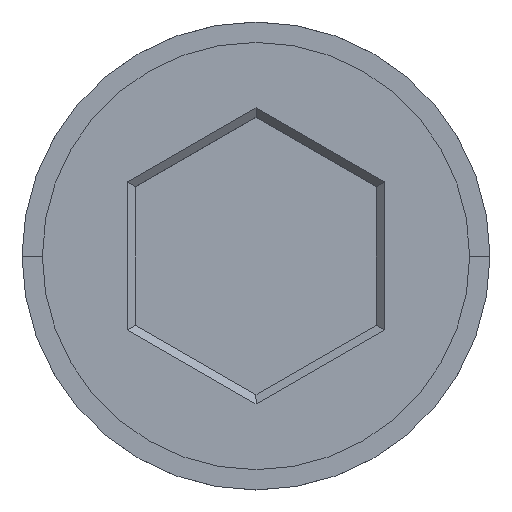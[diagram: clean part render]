
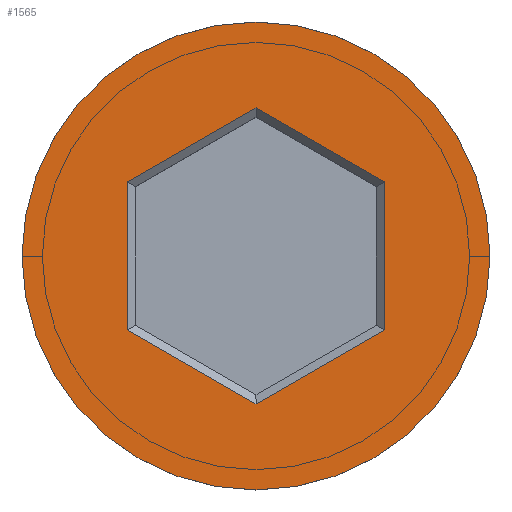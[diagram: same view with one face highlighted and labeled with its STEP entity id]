
A CAD part, top view. The second image highlights one B-rep face of the part: STEP entity #1565.
In plain terms, the highlighted planar face has unit normal (0, 0, 1).
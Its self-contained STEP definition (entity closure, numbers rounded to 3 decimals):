
#24 = VECTOR ( 'NONE', #212, 1000. ) ;
#28 = VECTOR ( 'NONE', #913, 1000. ) ;
#72 = EDGE_CURVE ( 'NONE', #1560, #515, #450, .T. ) ;
#122 = ORIENTED_EDGE ( 'NONE', *, *, #757, .T. ) ;
#128 = VERTEX_POINT ( 'NONE', #521 ) ;
#136 = AXIS2_PLACEMENT_3D ( 'NONE', #886, #1472, #1360 ) ;
#144 = DIRECTION ( 'NONE',  ( -0.866, 0.5, 0. ) ) ;
#151 = EDGE_CURVE ( 'NONE', #515, #636, #1151, .T. ) ;
#163 = VERTEX_POINT ( 'NONE', #1510 ) ;
#180 = CARTESIAN_POINT ( 'NONE',  ( 0., 0., 0. ) ) ;
#212 = DIRECTION ( 'NONE',  ( 0.866, 0.5, 0. ) ) ;
#266 = VECTOR ( 'NONE', #1496, 1000. ) ;
#269 = DIRECTION ( 'NONE',  ( 0., 0., 1. ) ) ;
#275 = DIRECTION ( 'NONE',  ( 0.866, -0.5, 0. ) ) ;
#309 = EDGE_LOOP ( 'NONE', ( #1416, #420 ) ) ;
#330 = CARTESIAN_POINT ( 'NONE',  ( 0., 0., 0. ) ) ;
#345 = VECTOR ( 'NONE', #144, 1000. ) ;
#369 = LINE ( 'NONE', #553, #345 ) ;
#377 = AXIS2_PLACEMENT_3D ( 'NONE', #180, #269, #904 ) ;
#385 = CARTESIAN_POINT ( 'NONE',  ( -3.15, 1.703, 0. ) ) ;
#397 = DIRECTION ( 'NONE',  ( 0., 1., 0. ) ) ;
#420 = ORIENTED_EDGE ( 'NONE', *, *, #1340, .T. ) ;
#429 = EDGE_CURVE ( 'NONE', #636, #128, #1170, .T. ) ;
#450 = LINE ( 'NONE', #1224, #24 ) ;
#511 = EDGE_CURVE ( 'NONE', #128, #163, #1140, .T. ) ;
#515 = VERTEX_POINT ( 'NONE', #779 ) ;
#521 = CARTESIAN_POINT ( 'NONE',  ( 3.15, -1.819, 0. ) ) ;
#541 = CARTESIAN_POINT ( 'NONE',  ( 3.05, 1.876, 0. ) ) ;
#553 = CARTESIAN_POINT ( 'NONE',  ( -3.05, -1.876, 0. ) ) ;
#636 = VERTEX_POINT ( 'NONE', #822 ) ;
#676 = ORIENTED_EDGE ( 'NONE', *, *, #511, .T. ) ;
#697 = CIRCLE ( 'NONE', #1582, 5.75 ) ;
#729 = VERTEX_POINT ( 'NONE', #792 ) ;
#749 = ORIENTED_EDGE ( 'NONE', *, *, #151, .T. ) ;
#757 = EDGE_CURVE ( 'NONE', #960, #1560, #1477, .T. ) ;
#766 = EDGE_CURVE ( 'NONE', #729, #1513, #1354, .T. ) ;
#774 = PLANE ( 'NONE',  #377 ) ;
#779 = CARTESIAN_POINT ( 'NONE',  ( 0., 3.637, 0. ) ) ;
#784 = ORIENTED_EDGE ( 'NONE', *, *, #72, .T. ) ;
#791 = VECTOR ( 'NONE', #397, 1000. ) ;
#792 = CARTESIAN_POINT ( 'NONE',  ( 5.75, 0., 0. ) ) ;
#822 = CARTESIAN_POINT ( 'NONE',  ( 3.15, 1.819, 0. ) ) ;
#830 = VECTOR ( 'NONE', #275, 1000. ) ;
#886 = CARTESIAN_POINT ( 'NONE',  ( 0., 0., 0. ) ) ;
#896 = FACE_OUTER_BOUND ( 'NONE', #309, .T. ) ;
#904 = DIRECTION ( 'NONE',  ( 1., 0., 0. ) ) ;
#913 = DIRECTION ( 'NONE',  ( 0., -1., 0. ) ) ;
#920 = CARTESIAN_POINT ( 'NONE',  ( 3.15, -1.703, 0. ) ) ;
#953 = DIRECTION ( 'NONE',  ( 1., 0., 0. ) ) ;
#960 = VERTEX_POINT ( 'NONE', #1516 ) ;
#996 = EDGE_CURVE ( 'NONE', #163, #960, #369, .T. ) ;
#1001 = CARTESIAN_POINT ( 'NONE',  ( -5.75, 0., 0. ) ) ;
#1030 = FACE_BOUND ( 'NONE', #1461, .T. ) ;
#1092 = DIRECTION ( 'NONE',  ( 0., 0., 1. ) ) ;
#1140 = LINE ( 'NONE', #1601, #266 ) ;
#1151 = LINE ( 'NONE', #541, #830 ) ;
#1162 = CARTESIAN_POINT ( 'NONE',  ( -3.15, 1.819, 0. ) ) ;
#1170 = LINE ( 'NONE', #920, #28 ) ;
#1209 = ORIENTED_EDGE ( 'NONE', *, *, #996, .T. ) ;
#1224 = CARTESIAN_POINT ( 'NONE',  ( -0.1, 3.58, 0. ) ) ;
#1340 = EDGE_CURVE ( 'NONE', #1513, #729, #697, .T. ) ;
#1354 = CIRCLE ( 'NONE', #136, 5.75 ) ;
#1360 = DIRECTION ( 'NONE',  ( 1., 0., 0. ) ) ;
#1416 = ORIENTED_EDGE ( 'NONE', *, *, #766, .T. ) ;
#1461 = EDGE_LOOP ( 'NONE', ( #1209, #122, #784, #749, #1491, #676 ) ) ;
#1472 = DIRECTION ( 'NONE',  ( 0., 0., 1. ) ) ;
#1477 = LINE ( 'NONE', #385, #791 ) ;
#1491 = ORIENTED_EDGE ( 'NONE', *, *, #429, .T. ) ;
#1496 = DIRECTION ( 'NONE',  ( -0.866, -0.5, 0. ) ) ;
#1510 = CARTESIAN_POINT ( 'NONE',  ( 0., -3.637, 0. ) ) ;
#1513 = VERTEX_POINT ( 'NONE', #1001 ) ;
#1516 = CARTESIAN_POINT ( 'NONE',  ( -3.15, -1.819, 0. ) ) ;
#1560 = VERTEX_POINT ( 'NONE', #1162 ) ;
#1565 = ADVANCED_FACE ( 'NONE', ( #1030, #896 ), #774, .T. ) ;
#1582 = AXIS2_PLACEMENT_3D ( 'NONE', #330, #1092, #953 ) ;
#1601 = CARTESIAN_POINT ( 'NONE',  ( 0.1, -3.58, 0. ) ) ;
